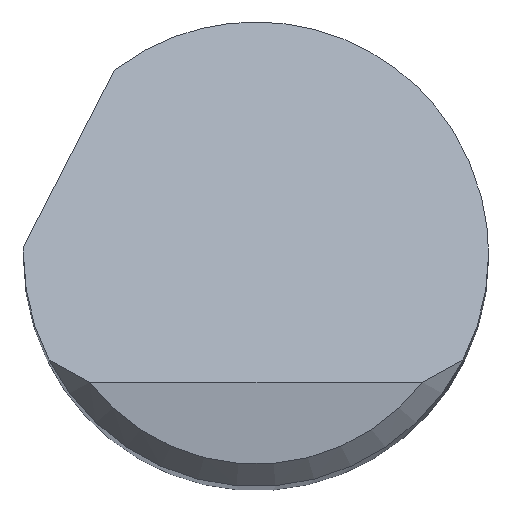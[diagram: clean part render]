
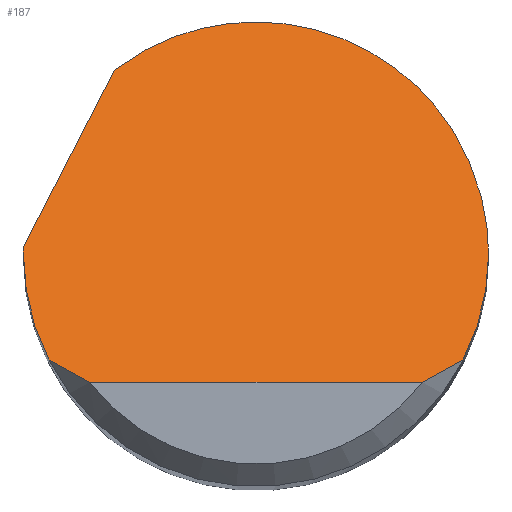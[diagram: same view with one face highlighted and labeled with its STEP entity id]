
A CAD part, top view. The second image highlights one B-rep face of the part: STEP entity #187.
In plain terms, the highlighted planar face has unit normal (0, 0.707, 0.707).
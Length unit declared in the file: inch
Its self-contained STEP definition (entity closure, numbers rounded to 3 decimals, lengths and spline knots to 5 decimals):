
#33 = CARTESIAN_POINT ( 'NONE',  ( 0.15041, -0.04909, 1.96284 ) ) ;
#35 = EDGE_CURVE ( 'NONE', #95, #661, #657, .T. ) ;
#39 = CARTESIAN_POINT ( 'NONE',  ( 0.15625, 0., 1.91375 ) ) ;
#53 = CARTESIAN_POINT ( 'NONE',  ( -0.15625, 0., 1.91375 ) ) ;
#71 = EDGE_LOOP ( 'NONE', ( #167, #675, #673, #114, #378, #886, #153, #540 ) ) ;
#80 = EDGE_CURVE ( 'NONE', #274, #361, #169, .T. ) ;
#81 = DIRECTION ( 'NONE',  ( 0.341, 0.665, -0.665 ) ) ;
#87 = CARTESIAN_POINT ( 'NONE',  ( -0.09521, 0.12389, 1.78986 ) ) ;
#94 = CARTESIAN_POINT ( 'NONE',  ( 0.15625, 0., 1.91375 ) ) ;
#95 = VERTEX_POINT ( 'NONE', #853 ) ;
#102 = CARTESIAN_POINT ( 'NONE',  ( -0.15625, -0.02489, 1.93864 ) ) ;
#105 = EDGE_CURVE ( 'NONE', #361, #130, #499, .T. ) ;
#113 = CARTESIAN_POINT ( 'NONE',  ( -0.15625, 0., 1.91375 ) ) ;
#114 = ORIENTED_EDGE ( 'NONE', *, *, #237, .F. ) ;
#130 = VERTEX_POINT ( 'NONE', #87 ) ;
#146 = CARTESIAN_POINT ( 'NONE',  ( -0.11186, -0.08625, 2. ) ) ;
#153 = ORIENTED_EDGE ( 'NONE', *, *, #271, .F. ) ;
#160 = CARTESIAN_POINT ( 'NONE',  ( 0.15625, -0.02489, 1.93864 ) ) ;
#165 = CARTESIAN_POINT ( 'NONE',  ( -0.13906, -0.07125, 1.985 ) ) ;
#167 = ORIENTED_EDGE ( 'NONE', *, *, #35, .T. ) ;
#169 =( BOUNDED_CURVE ( )  B_SPLINE_CURVE ( 3, ( #53, #667, #247, #453 ),
 .UNSPECIFIED., .F., .F. ) 
 B_SPLINE_CURVE_WITH_KNOTS ( ( 4, 4 ),
 ( 4.71239, 4.74439 ),
 .UNSPECIFIED. ) 
 CURVE ( )  GEOMETRIC_REPRESENTATION_ITEM ( )  RATIONAL_B_SPLINE_CURVE ( ( 1., 1., 1., 1. ) ) 
 REPRESENTATION_ITEM ( '' )  );
#172 = CARTESIAN_POINT ( 'NONE',  ( 0.11186, -0.08625, 2. ) ) ;
#176 =( BOUNDED_CURVE ( )  B_SPLINE_CURVE ( 3, ( #165, #442, #102, #312 ),
 .UNSPECIFIED., .F., .F. ) 
 B_SPLINE_CURVE_WITH_KNOTS ( ( 4, 4 ),
 ( 4.23889, 4.71239 ),
 .UNSPECIFIED. ) 
 CURVE ( )  GEOMETRIC_REPRESENTATION_ITEM ( )  RATIONAL_B_SPLINE_CURVE ( ( 1., 0.981, 0.981, 1. ) ) 
 REPRESENTATION_ITEM ( '' )  );
#177 = CARTESIAN_POINT ( 'NONE',  ( 0.15625, 0.1488, 1.76495 ) ) ;
#181 = CARTESIAN_POINT ( 'NONE',  ( 0.13906, -0.07125, 1.985 ) ) ;
#182 = CARTESIAN_POINT ( 'NONE',  ( -0.09521, 0.12389, 1.78986 ) ) ;
#187 = ADVANCED_FACE ( 'NONE', ( #848 ), #781, .F. ) ;
#188 = VERTEX_POINT ( 'NONE', #456 ) ;
#213 = CARTESIAN_POINT ( 'NONE',  ( -0.13906, -0.07125, 1.985 ) ) ;
#237 = EDGE_CURVE ( 'NONE', #130, #188, #421, .T. ) ;
#247 = CARTESIAN_POINT ( 'NONE',  ( -0.15622, 0.00333, 1.91042 ) ) ;
#271 = EDGE_CURVE ( 'NONE', #708, #274, #176, .T. ) ;
#274 = VERTEX_POINT ( 'NONE', #113 ) ;
#312 = CARTESIAN_POINT ( 'NONE',  ( -0.15625, 0., 1.91375 ) ) ;
#346 = VERTEX_POINT ( 'NONE', #181 ) ;
#347 = CARTESIAN_POINT ( 'NONE',  ( 0.11186, -0.08625, 2. ) ) ;
#358 = CARTESIAN_POINT ( 'NONE',  ( -0.13906, -0.07125, 1.985 ) ) ;
#361 = VERTEX_POINT ( 'NONE', #605 ) ;
#371 = VECTOR ( 'NONE', #81, 39.37008 ) ;
#378 = ORIENTED_EDGE ( 'NONE', *, *, #105, .F. ) ;
#379 = CARTESIAN_POINT ( 'NONE',  ( 0.02277, 0.21456, 1.69919 ) ) ;
#396 = DIRECTION ( 'NONE',  ( 1., 0., 0. ) ) ;
#421 =( BOUNDED_CURVE ( )  B_SPLINE_CURVE ( 3, ( #182, #379, #177, #39 ),
 .UNSPECIFIED., .F., .F. ) 
 B_SPLINE_CURVE_WITH_KNOTS ( ( 4, 4 ),
 ( 5.62792, 7.85398 ),
 .UNSPECIFIED. ) 
 CURVE ( )  GEOMETRIC_REPRESENTATION_ITEM ( )  RATIONAL_B_SPLINE_CURVE ( ( 1., 0.628, 0.628, 1. ) ) 
 REPRESENTATION_ITEM ( '' )  );
#442 = CARTESIAN_POINT ( 'NONE',  ( -0.15041, -0.04909, 1.96284 ) ) ;
#453 = CARTESIAN_POINT ( 'NONE',  ( -0.15617, 0.005, 1.90875 ) ) ;
#456 = CARTESIAN_POINT ( 'NONE',  ( 0.15625, 0., 1.91375 ) ) ;
#457 = EDGE_CURVE ( 'NONE', #661, #346, #891, .T. ) ;
#473 = CARTESIAN_POINT ( 'NONE',  ( 0.13906, -0.07125, 1.985 ) ) ;
#475 = B_SPLINE_CURVE_WITH_KNOTS ( 'NONE', 3,
 ( #213, #649, #839, #146 ),
 .UNSPECIFIED., .F., .F.,
 ( 4, 4 ),
 ( 0., 0.00088 ),
 .UNSPECIFIED. ) ;
#499 = LINE ( 'NONE', #697, #371 ) ;
#519 = CARTESIAN_POINT ( 'NONE',  ( -0.15625, -0.08625, 2. ) ) ;
#540 = ORIENTED_EDGE ( 'NONE', *, *, #584, .T. ) ;
#545 = CARTESIAN_POINT ( 'NONE',  ( 0.13035, -0.07657, 1.99032 ) ) ;
#552 =( BOUNDED_CURVE ( )  B_SPLINE_CURVE ( 3, ( #94, #160, #33, #774 ),
 .UNSPECIFIED., .F., .T. ) 
 B_SPLINE_CURVE_WITH_KNOTS ( ( 4, 4 ),
 ( 1.5708, 2.04429 ),
 .UNSPECIFIED. ) 
 CURVE ( )  GEOMETRIC_REPRESENTATION_ITEM ( )  RATIONAL_B_SPLINE_CURVE ( ( 1., 0.981, 0.981, 1. ) ) 
 REPRESENTATION_ITEM ( '' )  );
#584 = EDGE_CURVE ( 'NONE', #708, #95, #475, .T. ) ;
#585 = VECTOR ( 'NONE', #396, 39.37008 ) ;
#588 = CARTESIAN_POINT ( 'NONE',  ( 0., -0.08625, 2. ) ) ;
#605 = CARTESIAN_POINT ( 'NONE',  ( -0.15617, 0.005, 1.90875 ) ) ;
#615 = EDGE_CURVE ( 'NONE', #188, #346, #552, .T. ) ;
#625 = CARTESIAN_POINT ( 'NONE',  ( 0.12131, -0.0816, 1.99535 ) ) ;
#649 = CARTESIAN_POINT ( 'NONE',  ( -0.13035, -0.07657, 1.99032 ) ) ;
#657 = LINE ( 'NONE', #588, #585 ) ;
#661 = VERTEX_POINT ( 'NONE', #172 ) ;
#667 = CARTESIAN_POINT ( 'NONE',  ( -0.15625, 0.00167, 1.91208 ) ) ;
#673 = ORIENTED_EDGE ( 'NONE', *, *, #615, .F. ) ;
#675 = ORIENTED_EDGE ( 'NONE', *, *, #457, .T. ) ;
#697 = CARTESIAN_POINT ( 'NONE',  ( -0.19753, -0.07567, 1.98942 ) ) ;
#708 = VERTEX_POINT ( 'NONE', #358 ) ;
#774 = CARTESIAN_POINT ( 'NONE',  ( 0.13906, -0.07125, 1.985 ) ) ;
#781 = PLANE ( 'NONE',  #819 ) ;
#793 = DIRECTION ( 'NONE',  ( 0., 0.707, -0.707 ) ) ;
#819 = AXIS2_PLACEMENT_3D ( 'NONE', #519, #870, #793 ) ;
#839 = CARTESIAN_POINT ( 'NONE',  ( -0.12131, -0.0816, 1.99535 ) ) ;
#848 = FACE_OUTER_BOUND ( 'NONE', #71, .T. ) ;
#853 = CARTESIAN_POINT ( 'NONE',  ( -0.11186, -0.08625, 2. ) ) ;
#870 = DIRECTION ( 'NONE',  ( 0., -0.707, -0.707 ) ) ;
#886 = ORIENTED_EDGE ( 'NONE', *, *, #80, .F. ) ;
#891 = B_SPLINE_CURVE_WITH_KNOTS ( 'NONE', 3,
 ( #347, #625, #545, #473 ),
 .UNSPECIFIED., .F., .F.,
 ( 4, 4 ),
 ( 0., 0.00088 ),
 .UNSPECIFIED. ) ;
